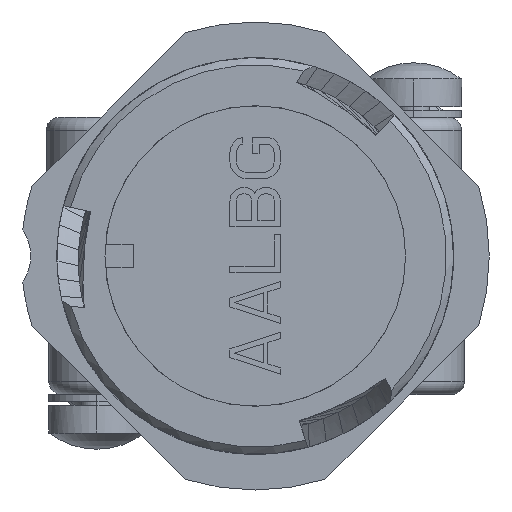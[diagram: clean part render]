
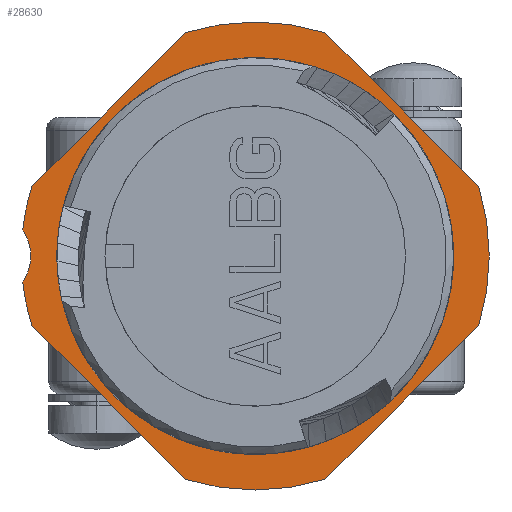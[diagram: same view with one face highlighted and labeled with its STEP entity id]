
A CAD part, left-side view. The second image highlights one B-rep face of the part: STEP entity #28630.
In plain terms, the highlighted planar face has unit normal (-1, 0, 0).
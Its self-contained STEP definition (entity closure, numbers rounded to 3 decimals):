
#582=CARTESIAN_POINT('',(19.,0.,0.));
#583=DIRECTION('',(1.,0.,0.));
#584=DIRECTION('',(0.,1.,0.));
#585=AXIS2_PLACEMENT_3D('',#582,#583,#584);
#1581=CARTESIAN_POINT('',(19.,0.,0.));
#1582=DIRECTION('',(-1.,0.,0.));
#1583=DIRECTION('',(0.,1.,0.));
#1584=AXIS2_PLACEMENT_3D('',#1581,#1582,#1583);
#2914=DIRECTION('',(0.,-0.707,0.707));
#2915=VECTOR('',#2914,15.011);
#2916=CARTESIAN_POINT('',(19.,15.419,4.804));
#2917=LINE('1718',#2916,#2915);
#2918=CARTESIAN_POINT('',(19.,0.,0.));
#2919=DIRECTION('',(-1.,0.,0.));
#2920=DIRECTION('',(0.,-0.297,0.955));
#2921=AXIS2_PLACEMENT_3D('',#2918,#2919,#2920);
#2923=DIRECTION('',(0.,-0.707,-0.707));
#2924=VECTOR('',#2923,15.011);
#2925=CARTESIAN_POINT('',(19.,-4.804,15.419));
#2926=LINE('1720',#2925,#2924);
#2927=CARTESIAN_POINT('',(19.,0.,0.));
#2928=DIRECTION('',(-1.,0.,0.));
#2929=DIRECTION('',(0.,-0.955,-0.297));
#2930=AXIS2_PLACEMENT_3D('',#2927,#2928,#2929);
#2932=DIRECTION('',(0.,0.707,-0.707));
#2933=VECTOR('',#2932,15.011);
#2934=CARTESIAN_POINT('',(19.,-15.419,-4.804));
#2935=LINE('1722',#2934,#2933);
#2936=CARTESIAN_POINT('',(19.,0.,0.));
#2937=DIRECTION('',(-1.,0.,0.));
#2938=DIRECTION('',(0.,0.297,-0.955));
#2939=AXIS2_PLACEMENT_3D('',#2936,#2937,#2938);
#2941=DIRECTION('',(0.,0.707,0.707));
#2942=VECTOR('',#2941,15.011);
#2943=CARTESIAN_POINT('',(19.,4.804,-15.419));
#2944=LINE('1724',#2943,#2942);
#2945=CARTESIAN_POINT('',(19.,0.,0.));
#2946=DIRECTION('',(-1.,0.,0.));
#2947=DIRECTION('',(0.,0.994,-0.111));
#2948=AXIS2_PLACEMENT_3D('',#2945,#2946,#2947);
#2950=CARTESIAN_POINT('',(19.,18.675,0.));
#2951=DIRECTION('',(-1.,0.,0.));
#2952=DIRECTION('',(0.,-0.825,-0.564));
#2953=AXIS2_PLACEMENT_3D('',#2950,#2951,#2952);
#2955=CARTESIAN_POINT('',(19.,0.,0.));
#2956=DIRECTION('',(-1.,0.,0.));
#2957=DIRECTION('',(0.,0.955,0.297));
#2958=AXIS2_PLACEMENT_3D('',#2955,#2956,#2957);
#18784=CARTESIAN_POINT('',(19.,13.69,0.));
#18785=CARTESIAN_POINT('',(19.,-13.69,0.));
#18786=VERTEX_POINT('',#18784);
#18787=VERTEX_POINT('',#18785);
#19301=CARTESIAN_POINT('',(19.,15.419,4.804));
#19302=CARTESIAN_POINT('',(19.,4.804,15.419));
#19303=VERTEX_POINT('',#19301);
#19304=VERTEX_POINT('',#19302);
#19305=CARTESIAN_POINT('',(19.,-4.804,15.419));
#19306=VERTEX_POINT('',#19305);
#19307=CARTESIAN_POINT('',(19.,-15.419,4.804));
#19308=VERTEX_POINT('',#19307);
#19309=CARTESIAN_POINT('',(19.,-15.419,-4.804));
#19310=VERTEX_POINT('',#19309);
#19311=CARTESIAN_POINT('',(19.,-4.804,-15.419));
#19312=VERTEX_POINT('',#19311);
#19313=CARTESIAN_POINT('',(19.,4.804,-15.419));
#19314=VERTEX_POINT('',#19313);
#19315=CARTESIAN_POINT('',(19.,15.419,-4.804));
#19316=VERTEX_POINT('',#19315);
#19317=CARTESIAN_POINT('',(19.,16.05,1.795));
#19318=VERTEX_POINT('',#19317);
#19319=CARTESIAN_POINT('',(19.,16.05,-1.795));
#19320=VERTEX_POINT('',#19319);
#28599=CARTESIAN_POINT('',(19.,0.,0.));
#28600=DIRECTION('',(1.,0.,0.));
#28601=DIRECTION('',(0.,-1.,0.));
#28602=AXIS2_PLACEMENT_3D('',#28599,#28600,#28601);
#28603=PLANE('248',#28602);
#28605=ORIENTED_EDGE('1718',*,*,#28604,.T.);
#28607=ORIENTED_EDGE('1719',*,*,#28606,.F.);
#28609=ORIENTED_EDGE('1720',*,*,#28608,.T.);
#28611=ORIENTED_EDGE('1721',*,*,#28610,.F.);
#28613=ORIENTED_EDGE('1722',*,*,#28612,.T.);
#28615=ORIENTED_EDGE('1723',*,*,#28614,.F.);
#28617=ORIENTED_EDGE('1724',*,*,#28616,.T.);
#28619=ORIENTED_EDGE('1726',*,*,#28618,.F.);
#28621=ORIENTED_EDGE('1730',*,*,#28620,.T.);
#28623=ORIENTED_EDGE('1725',*,*,#28622,.F.);
#28624=EDGE_LOOP('248',(#28605,#28607,#28609,#28611,#28613,#28615,#28617,#28619,
#28621,#28623));
#28625=FACE_OUTER_BOUND('248',#28624,.F.);
#28626=ORIENTED_EDGE('1144',*,*,#24793,.T.);
#28627=ORIENTED_EDGE('1143',*,*,#21874,.F.);
#28628=EDGE_LOOP('248',(#28626,#28627));
#28629=FACE_BOUND('248',#28628,.F.);
#586=CIRCLE('1143',#585,13.69);
#1585=CIRCLE('1144',#1584,13.69);
#2922=CIRCLE('1719',#2921,16.15);
#2931=CIRCLE('1721',#2930,16.15);
#2940=CIRCLE('1723',#2939,16.15);
#2949=CIRCLE('1726',#2948,16.15);
#2954=CIRCLE('1730',#2953,3.18);
#2959=CIRCLE('1725',#2958,16.15);
#21874=EDGE_CURVE('1143',#18786,#18787,#586,.T.);
#24793=EDGE_CURVE('1144',#18786,#18787,#1585,.T.);
#28604=EDGE_CURVE('1718',#19303,#19304,#2917,.T.);
#28606=EDGE_CURVE('1719',#19306,#19304,#2922,.T.);
#28608=EDGE_CURVE('1720',#19306,#19308,#2926,.T.);
#28610=EDGE_CURVE('1721',#19310,#19308,#2931,.T.);
#28612=EDGE_CURVE('1722',#19310,#19312,#2935,.T.);
#28614=EDGE_CURVE('1723',#19314,#19312,#2940,.T.);
#28616=EDGE_CURVE('1724',#19314,#19316,#2944,.T.);
#28618=EDGE_CURVE('1726',#19320,#19316,#2949,.T.);
#28620=EDGE_CURVE('1730',#19320,#19318,#2954,.T.);
#28622=EDGE_CURVE('1725',#19303,#19318,#2959,.T.);
#28630=ADVANCED_FACE('248',(#28625,#28629),#28603,.F.);
